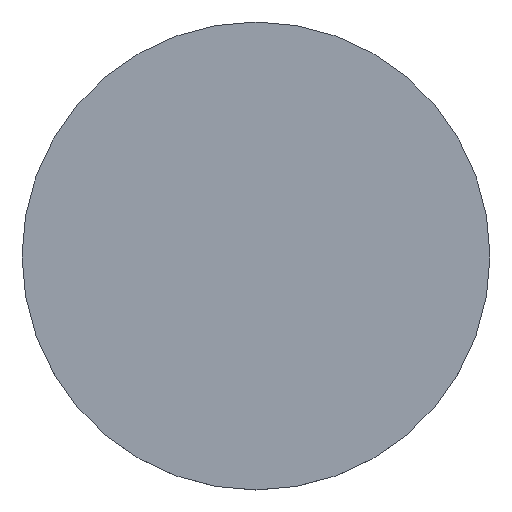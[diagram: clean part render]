
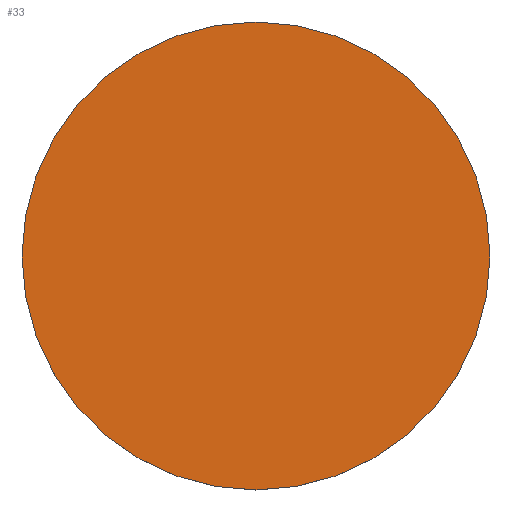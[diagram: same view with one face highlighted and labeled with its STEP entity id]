
A CAD part, top view. The second image highlights one B-rep face of the part: STEP entity #33.
In plain terms, the highlighted planar face has unit normal (0, 0, 1).
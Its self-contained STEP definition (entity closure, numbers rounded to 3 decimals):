
#1 = CIRCLE ( 'NONE', #73, 20. ) ;
#8 = PLANE ( 'NONE',  #163 ) ;
#20 = ORIENTED_EDGE ( 'NONE', *, *, #72, .T. ) ;
#33 = ADVANCED_FACE ( 'NONE', ( #53 ), #8, .T. ) ;
#37 = CARTESIAN_POINT ( 'NONE',  ( 0., 0., 2. ) ) ;
#47 = DIRECTION ( 'NONE',  ( 1., 0., 0. ) ) ;
#53 = FACE_OUTER_BOUND ( 'NONE', #74, .T. ) ;
#65 = EDGE_CURVE ( 'NONE', #153, #97, #162, .T. ) ;
#72 = EDGE_CURVE ( 'NONE', #97, #153, #1, .T. ) ;
#73 = AXIS2_PLACEMENT_3D ( 'NONE', #37, #128, #47 ) ;
#74 = EDGE_LOOP ( 'NONE', ( #20, #159 ) ) ;
#97 = VERTEX_POINT ( 'NONE', #114 ) ;
#100 = CARTESIAN_POINT ( 'NONE',  ( 0., 0., 2. ) ) ;
#101 = DIRECTION ( 'NONE',  ( 1., 0., 0. ) ) ;
#112 = DIRECTION ( 'NONE',  ( 1., 0., 0. ) ) ;
#114 = CARTESIAN_POINT ( 'NONE',  ( -20., 0., 2. ) ) ;
#128 = DIRECTION ( 'NONE',  ( 0., 0., 1. ) ) ;
#145 = CARTESIAN_POINT ( 'NONE',  ( 20., 0., 2. ) ) ;
#153 = VERTEX_POINT ( 'NONE', #145 ) ;
#155 = CARTESIAN_POINT ( 'NONE',  ( 0., 0., 2. ) ) ;
#157 = DIRECTION ( 'NONE',  ( 0., 0., 1. ) ) ;
#159 = ORIENTED_EDGE ( 'NONE', *, *, #65, .T. ) ;
#162 = CIRCLE ( 'NONE', #167, 20. ) ;
#163 = AXIS2_PLACEMENT_3D ( 'NONE', #100, #157, #101 ) ;
#167 = AXIS2_PLACEMENT_3D ( 'NONE', #155, #172, #112 ) ;
#172 = DIRECTION ( 'NONE',  ( 0., 0., 1. ) ) ;
